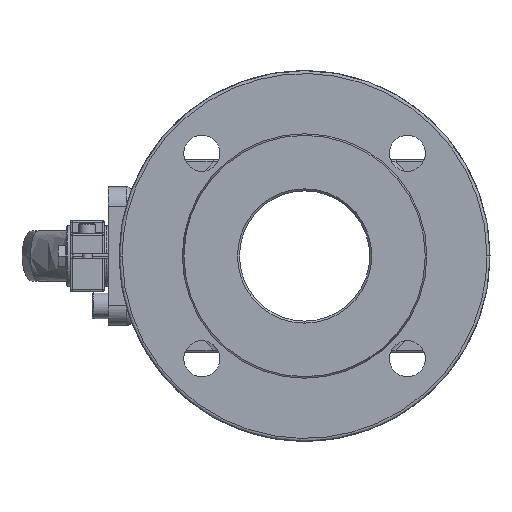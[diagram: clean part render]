
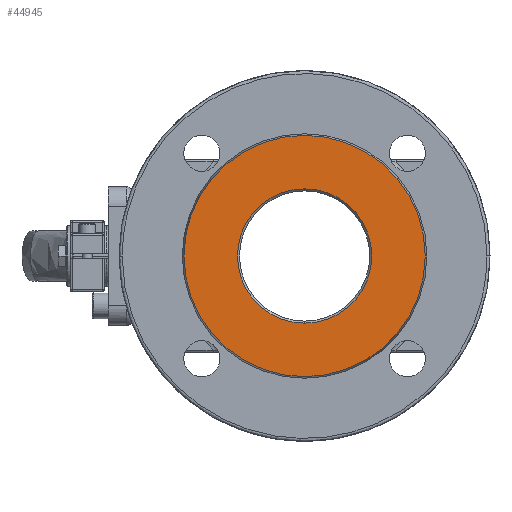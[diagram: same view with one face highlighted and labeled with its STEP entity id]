
A CAD part, left-side view. The second image highlights one B-rep face of the part: STEP entity #44945.
In plain terms, the highlighted planar face has unit normal (-1, 0, 0).
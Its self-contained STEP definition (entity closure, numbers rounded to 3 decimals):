
#1427 = CARTESIAN_POINT ( 'NONE',  ( -81.5, 60.196, 0. ) ) ;
#1975 = ORIENTED_EDGE ( 'NONE', *, *, #9405, .F. ) ;
#3161 = DIRECTION ( 'NONE',  ( 1., 0., 0. ) ) ;
#3320 = DIRECTION ( 'NONE',  ( 0., -1., 0. ) ) ;
#3811 = CARTESIAN_POINT ( 'NONE',  ( -81.5, -60.196, 0. ) ) ;
#6459 = CARTESIAN_POINT ( 'NONE',  ( -81.5, 0., 0. ) ) ;
#6588 = CIRCLE ( 'NONE', #18717, 33.5 ) ;
#6721 = DIRECTION ( 'NONE',  ( 0., 1., 0. ) ) ;
#7271 = DIRECTION ( 'NONE',  ( 0., 1., 0. ) ) ;
#7877 = PLANE ( 'NONE',  #32969 ) ;
#8120 = FACE_OUTER_BOUND ( 'NONE', #41455, .T. ) ;
#9405 = EDGE_CURVE ( 'NONE', #35319, #14832, #42547, .T. ) ;
#13928 = ORIENTED_EDGE ( 'NONE', *, *, #32826, .F. ) ;
#14832 = VERTEX_POINT ( 'NONE', #3811 ) ;
#15003 = DIRECTION ( 'NONE',  ( -1., 0., 0. ) ) ;
#16379 = AXIS2_PLACEMENT_3D ( 'NONE', #21332, #36258, #36514 ) ;
#17334 = CARTESIAN_POINT ( 'NONE',  ( -81.5, 0., -33.5 ) ) ;
#17615 = DIRECTION ( 'NONE',  ( 1., 0., 0. ) ) ;
#18717 = AXIS2_PLACEMENT_3D ( 'NONE', #6459, #17615, #36578 ) ;
#18791 = CIRCLE ( 'NONE', #16379, 33.5 ) ;
#21332 = CARTESIAN_POINT ( 'NONE',  ( -81.5, 0., 0. ) ) ;
#32080 = EDGE_CURVE ( 'NONE', #33458, #39398, #18791, .T. ) ;
#32417 = EDGE_LOOP ( 'NONE', ( #46981, #34929 ) ) ;
#32826 = EDGE_CURVE ( 'NONE', #14832, #35319, #38228, .T. ) ;
#32969 = AXIS2_PLACEMENT_3D ( 'NONE', #34453, #15003, #3320 ) ;
#33458 = VERTEX_POINT ( 'NONE', #36342 ) ;
#34453 = CARTESIAN_POINT ( 'NONE',  ( -81.5, 33.5, 0. ) ) ;
#34929 = ORIENTED_EDGE ( 'NONE', *, *, #46421, .T. ) ;
#35319 = VERTEX_POINT ( 'NONE', #1427 ) ;
#36258 = DIRECTION ( 'NONE',  ( 1., 0., 0. ) ) ;
#36342 = CARTESIAN_POINT ( 'NONE',  ( -81.5, 0., 33.5 ) ) ;
#36514 = DIRECTION ( 'NONE',  ( 0., 0., 1. ) ) ;
#36578 = DIRECTION ( 'NONE',  ( 0., 0., 1. ) ) ;
#37899 = CARTESIAN_POINT ( 'NONE',  ( -81.5, 0., 0. ) ) ;
#38228 = CIRCLE ( 'NONE', #48729, 60.196 ) ;
#38484 = FACE_BOUND ( 'NONE', #32417, .T. ) ;
#39398 = VERTEX_POINT ( 'NONE', #17334 ) ;
#41411 = CARTESIAN_POINT ( 'NONE',  ( -81.5, 0., 0. ) ) ;
#41455 = EDGE_LOOP ( 'NONE', ( #1975, #13928 ) ) ;
#42547 = CIRCLE ( 'NONE', #49002, 60.196 ) ;
#44945 = ADVANCED_FACE ( 'NONE', ( #8120, #38484 ), #7877, .T. ) ;
#46421 = EDGE_CURVE ( 'NONE', #39398, #33458, #6588, .T. ) ;
#46981 = ORIENTED_EDGE ( 'NONE', *, *, #32080, .T. ) ;
#48729 = AXIS2_PLACEMENT_3D ( 'NONE', #41411, #3161, #6721 ) ;
#49002 = AXIS2_PLACEMENT_3D ( 'NONE', #37899, #49275, #7271 ) ;
#49275 = DIRECTION ( 'NONE',  ( 1., 0., 0. ) ) ;
